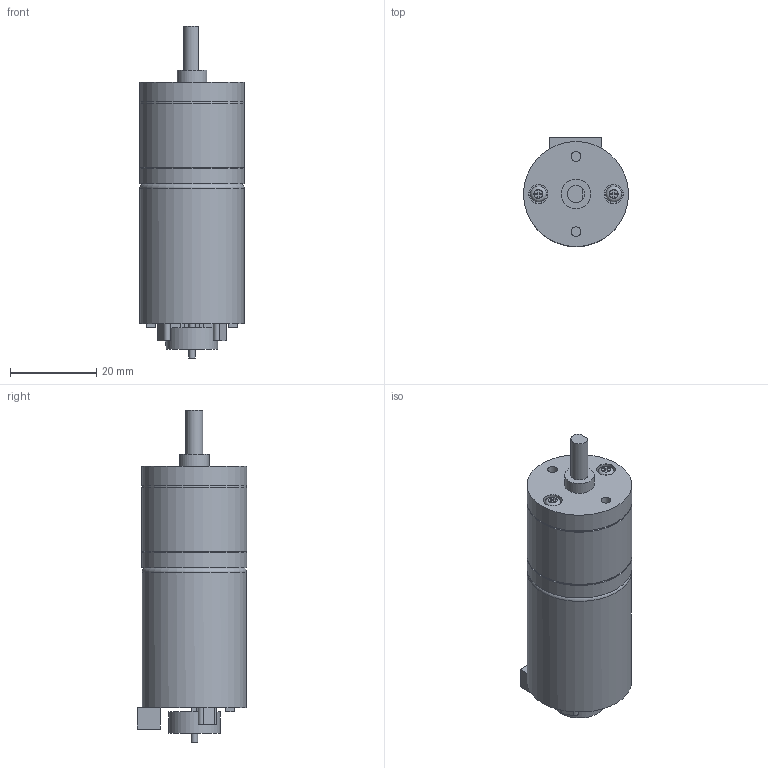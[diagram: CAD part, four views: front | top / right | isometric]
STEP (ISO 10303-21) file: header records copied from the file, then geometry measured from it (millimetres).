
FILE_DESCRIPTION(/* description */ ('STEP AP203'),/* implementation_level */ '2;1');
FILE_NAME(/* name */ 'Motor.stp',/* time_stamp */ '2025-12-16T06:42:24+02:00',/* author */ ('hazem'),/* organization */ (''),/* preprocessor_version */ 'ST-DEVELOPER v20',/* originating_system */ 'Autodesk Inventor 2025',/* authorisation */ '');
FILE_SCHEMA (('AUTOMOTIVE_DESIGN { 1 0 10303 214 3 1 1 }'));
Length unit declared in the file: millimetre
Products named in the file (1): Motor_Default_sldprt
Bounding box: 24.4 x 25.49 x 77.15 mm (x, y, z)
Volume: 15204.9 mm3; surface area: 9682.7 mm2
Topology: 2 solids, 4 shells, 129 faces, 285 edges, 188 vertices
Faces by surface type: plane 91, cylinder 29, torus 5, cone 4
Full cylindrical faces by diameter (mm): 1 x6, 1.5 x2, 2.3 x2, 2.6 x2, 3.684 x2, 4 x1, 4.4 x2, 6.9 x1, 12 x1, 22.25 x1, 24.25 x1, 24.4 x3
Entity records: 3576 total; most frequent: DIRECTION 620, CARTESIAN_POINT 601, ORIENTED_EDGE 566, EDGE_CURVE 283, AXIS2_PLACEMENT_3D 207, LINE 206, VECTOR 206, VERTEX_POINT 188
